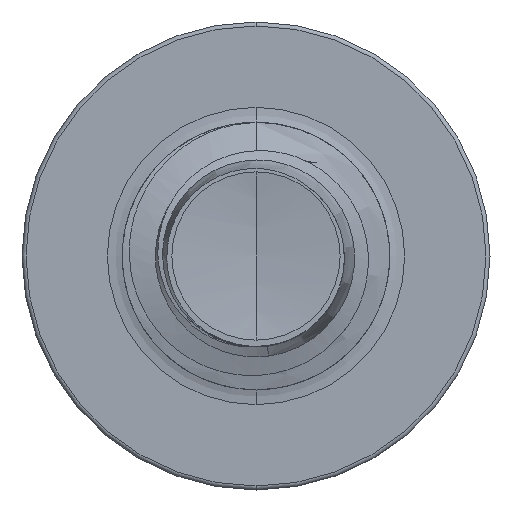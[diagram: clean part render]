
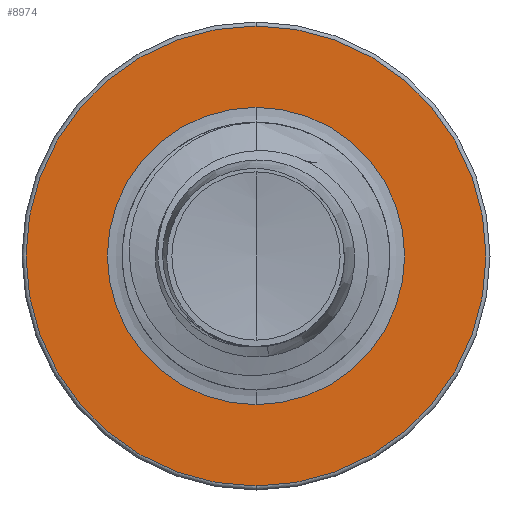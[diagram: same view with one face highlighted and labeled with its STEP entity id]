
A CAD part, front view. The second image highlights one B-rep face of the part: STEP entity #8974.
In plain terms, the highlighted planar face has unit normal (0, -1, 0).
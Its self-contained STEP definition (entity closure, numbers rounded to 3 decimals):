
#46 = CARTESIAN_POINT ( 'NONE',  ( 0., 7., -1.72 ) ) ;
#148 = DIRECTION ( 'NONE',  ( 0., 0., 1. ) ) ;
#176 = DIRECTION ( 'NONE',  ( 0., 1., 0. ) ) ;
#207 = CARTESIAN_POINT ( 'NONE',  ( 0., 7., 0. ) ) ;
#682 = CARTESIAN_POINT ( 'NONE',  ( 0., 7., 1.112 ) ) ;
#937 = AXIS2_PLACEMENT_3D ( 'NONE', #20530, #11624, #1461 ) ;
#1461 = DIRECTION ( 'NONE',  ( 0., 0., 1. ) ) ;
#1536 = CIRCLE ( 'NONE', #12428, 1.72 ) ;
#1915 = EDGE_CURVE ( 'NONE', #6841, #13840, #1536, .T. ) ;
#1922 = AXIS2_PLACEMENT_3D ( 'NONE', #8279, #8353, #8156 ) ;
#3054 = DIRECTION ( 'NONE',  ( 0., 0., 1. ) ) ;
#3077 = DIRECTION ( 'NONE',  ( 0., 1., 0. ) ) ;
#3100 = CARTESIAN_POINT ( 'NONE',  ( 0., 7., 0. ) ) ;
#4790 = AXIS2_PLACEMENT_3D ( 'NONE', #19215, #10400, #20875 ) ;
#6046 = EDGE_LOOP ( 'NONE', ( #9619, #9157 ) ) ;
#6348 = EDGE_CURVE ( 'NONE', #13840, #6841, #9437, .T. ) ;
#6416 = CARTESIAN_POINT ( 'NONE',  ( 0., 7., 1.72 ) ) ;
#6841 = VERTEX_POINT ( 'NONE', #46 ) ;
#7137 = CARTESIAN_POINT ( 'NONE',  ( 0., 7., -1.112 ) ) ;
#8156 = DIRECTION ( 'NONE',  ( 0., 0., 1. ) ) ;
#8279 = CARTESIAN_POINT ( 'NONE',  ( 0., 7., -1.112 ) ) ;
#8353 = DIRECTION ( 'NONE',  ( 0., 1., 0. ) ) ;
#8539 = PLANE ( 'NONE',  #1922 ) ;
#8974 = ADVANCED_FACE ( 'NONE', ( #14564, #17004 ), #8539, .F. ) ;
#9092 = ORIENTED_EDGE ( 'NONE', *, *, #17289, .T. ) ;
#9157 = ORIENTED_EDGE ( 'NONE', *, *, #1915, .F. ) ;
#9437 = CIRCLE ( 'NONE', #9630, 1.72 ) ;
#9619 = ORIENTED_EDGE ( 'NONE', *, *, #6348, .F. ) ;
#9630 = AXIS2_PLACEMENT_3D ( 'NONE', #207, #176, #148 ) ;
#10067 = ORIENTED_EDGE ( 'NONE', *, *, #18833, .T. ) ;
#10400 = DIRECTION ( 'NONE',  ( 0., 1., 0. ) ) ;
#10850 = CIRCLE ( 'NONE', #4790, 1.112 ) ;
#11540 = CIRCLE ( 'NONE', #937, 1.112 ) ;
#11624 = DIRECTION ( 'NONE',  ( 0., 1., 0. ) ) ;
#11854 = VERTEX_POINT ( 'NONE', #682 ) ;
#12428 = AXIS2_PLACEMENT_3D ( 'NONE', #3100, #3077, #3054 ) ;
#13840 = VERTEX_POINT ( 'NONE', #6416 ) ;
#14564 = FACE_OUTER_BOUND ( 'NONE', #6046, .T. ) ;
#14862 = EDGE_LOOP ( 'NONE', ( #10067, #9092 ) ) ;
#17004 = FACE_BOUND ( 'NONE', #14862, .T. ) ;
#17289 = EDGE_CURVE ( 'NONE', #18001, #11854, #11540, .T. ) ;
#18001 = VERTEX_POINT ( 'NONE', #7137 ) ;
#18833 = EDGE_CURVE ( 'NONE', #11854, #18001, #10850, .T. ) ;
#19215 = CARTESIAN_POINT ( 'NONE',  ( 0., 7., 0. ) ) ;
#20530 = CARTESIAN_POINT ( 'NONE',  ( 0., 7., 0. ) ) ;
#20875 = DIRECTION ( 'NONE',  ( 0., 0., 1. ) ) ;
